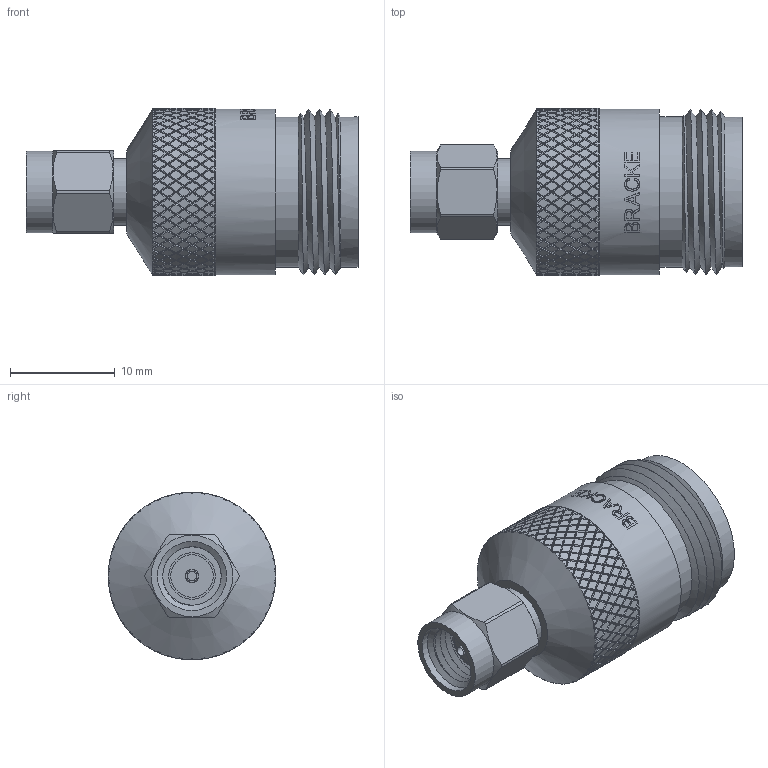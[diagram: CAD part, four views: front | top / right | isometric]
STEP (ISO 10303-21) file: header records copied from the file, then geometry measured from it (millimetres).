
FILE_DESCRIPTION(/* description */ (''),/* implementation_level */ '2;1');
FILE_NAME(/* name */ 'BM50034.step',/* time_stamp */ '2024-06-17T11:09:34-07:00',/* author */ (''),/* organization */ (''),/* preprocessor_version */ 'ST-DEVELOPER v20',/* originating_system */ 'Autodesk Translation Framework v13.14.0.145',/* authorisation */ '');
FILE_SCHEMA (('AUTOMOTIVE_DESIGN { 1 0 10303 214 3 1 1 }'));
Products named in the file (1): (Unsaved)
Bounding box: 31.75 x 16 x 16 mm (x, y, z)
Volume: 3986.5 mm3; surface area: 4450.5 mm2
Topology: 8 solids, 8 shells, 2323 faces, 5065 edges, 2772 vertices
Faces by surface type: bspline 1476, cylinder 454, plane 281, cone 112
Full cylindrical faces by diameter (mm): 0.517 x1, 0.889 x1, 1.27 x1, 1.315 x1, 1.73 x1, 4.064 x1, 4.435 x1, 5.588 x1, 6.35 x1, 6.604 x2, 6.808 x1, 7.112 x1, 7.772 x1, 9.144 x1, 12.192 x2, 14.347 x3, 15.85 x2
Entity records: 89257 total; most frequent: CARTESIAN_POINT 47866, ORIENTED_EDGE 10128, DIRECTION 5869, EDGE_CURVE 5064, B_SPLINE_CURVE_WITH_KNOTS 2787, VERTEX_POINT 2772, AXIS2_PLACEMENT_3D 2764, EDGE_LOOP 2348
